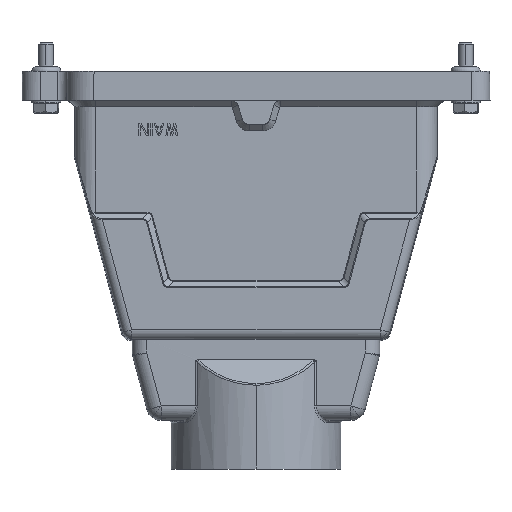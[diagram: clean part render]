
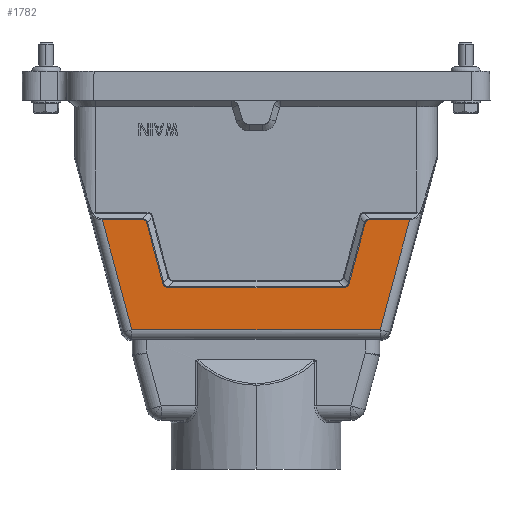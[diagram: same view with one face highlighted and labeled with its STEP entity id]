
A CAD part, front view. The second image highlights one B-rep face of the part: STEP entity #1782.
In plain terms, the highlighted planar face has unit normal (0, -1, 0).
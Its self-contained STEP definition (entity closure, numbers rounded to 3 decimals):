
#973=FACE_OUTER_BOUND('',#3473,.T.);
#1782=ADVANCED_FACE('NONE',(#973),#2355,.T.);
#2355=PLANE('',#14405);
#3473=EDGE_LOOP('',(#7916,#7917,#7918,#7919,#7920,#7921,#7922,#7923,#7924,
#7925,#7926,#7927));
#4376=LINE('',#25945,#5309);
#4409=LINE('',#26596,#5342);
#4410=LINE('',#26598,#5343);
#4411=LINE('',#26605,#5344);
#4412=LINE('',#26612,#5345);
#4413=LINE('',#26619,#5346);
#4414=LINE('',#26626,#5347);
#4415=LINE('',#26628,#5348);
#5309=VECTOR('',#16757,1.);
#5342=VECTOR('',#16844,1.);
#5343=VECTOR('',#16845,1.);
#5344=VECTOR('',#16846,1.);
#5345=VECTOR('',#16847,1.);
#5346=VECTOR('',#16848,1.);
#5347=VECTOR('',#16849,1.);
#5348=VECTOR('',#16850,1.);
#7916=ORIENTED_EDGE('',*,*,#12317,.T.);
#7917=ORIENTED_EDGE('',*,*,#12318,.T.);
#7918=ORIENTED_EDGE('',*,*,#12319,.T.);
#7919=ORIENTED_EDGE('',*,*,#12320,.T.);
#7920=ORIENTED_EDGE('',*,*,#12321,.T.);
#7921=ORIENTED_EDGE('',*,*,#12322,.T.);
#7922=ORIENTED_EDGE('',*,*,#12323,.T.);
#7923=ORIENTED_EDGE('',*,*,#12324,.T.);
#7924=ORIENTED_EDGE('',*,*,#12325,.T.);
#7925=ORIENTED_EDGE('',*,*,#12326,.T.);
#7926=ORIENTED_EDGE('',*,*,#12327,.T.);
#7927=ORIENTED_EDGE('',*,*,#12255,.F.);
#10585=VERTEX_POINT('',#25927);
#10588=VERTEX_POINT('',#25944);
#10627=VERTEX_POINT('',#26597);
#10628=VERTEX_POINT('',#26599);
#10629=VERTEX_POINT('',#26604);
#10630=VERTEX_POINT('',#26606);
#10631=VERTEX_POINT('',#26611);
#10632=VERTEX_POINT('',#26613);
#10633=VERTEX_POINT('',#26618);
#10634=VERTEX_POINT('',#26620);
#10635=VERTEX_POINT('',#26625);
#10636=VERTEX_POINT('',#26627);
#12255=EDGE_CURVE('NONE',#10588,#10585,#4376,.T.);
#12317=EDGE_CURVE('NONE',#10588,#10627,#4409,.T.);
#12318=EDGE_CURVE('NONE',#10627,#10628,#4410,.T.);
#12319=EDGE_CURVE('NONE',#10628,#10629,#13431,.T.);
#12320=EDGE_CURVE('NONE',#10629,#10630,#4411,.T.);
#12321=EDGE_CURVE('NONE',#10630,#10631,#13432,.T.);
#12322=EDGE_CURVE('NONE',#10631,#10632,#4412,.T.);
#12323=EDGE_CURVE('NONE',#10632,#10633,#13433,.T.);
#12324=EDGE_CURVE('NONE',#10633,#10634,#4413,.T.);
#12325=EDGE_CURVE('NONE',#10634,#10635,#13434,.T.);
#12326=EDGE_CURVE('NONE',#10635,#10636,#4414,.T.);
#12327=EDGE_CURVE('NONE',#10636,#10585,#4415,.T.);
#13431=B_SPLINE_CURVE_WITH_KNOTS('',3,(#26600,#26601,#26602,#26603),
 .UNSPECIFIED.,.F.,.F.,(4,4),(0.,1.),.UNSPECIFIED.);
#13432=B_SPLINE_CURVE_WITH_KNOTS('',3,(#26607,#26608,#26609,#26610),
 .UNSPECIFIED.,.F.,.F.,(4,4),(0.,1.),.UNSPECIFIED.);
#13433=B_SPLINE_CURVE_WITH_KNOTS('',3,(#26614,#26615,#26616,#26617),
 .UNSPECIFIED.,.F.,.F.,(4,4),(0.,1.),.UNSPECIFIED.);
#13434=B_SPLINE_CURVE_WITH_KNOTS('',3,(#26621,#26622,#26623,#26624),
 .UNSPECIFIED.,.F.,.F.,(4,4),(0.,1.),.UNSPECIFIED.);
#14405=AXIS2_PLACEMENT_3D('',#26629,#16851,#16852);
#16757=DIRECTION('',(-1.,0.,0.));
#16844=DIRECTION('',(0.259,0.,0.966));
#16845=DIRECTION('',(-1.,0.,0.));
#16846=DIRECTION('',(-0.259,0.,-0.966));
#16847=DIRECTION('',(-1.,0.,0.));
#16848=DIRECTION('',(-0.259,0.,0.966));
#16849=DIRECTION('',(-1.,0.,0.));
#16850=DIRECTION('',(0.259,0.,-0.966));
#16851=DIRECTION('',(0.,-1.,0.));
#16852=DIRECTION('',(0.,0.,-1.));
#25927=CARTESIAN_POINT('',(-51.231,-29.,-94.563));
#25944=CARTESIAN_POINT('',(51.231,-29.,-94.563));
#25945=CARTESIAN_POINT('',(54.977,-29.,-94.563));
#26596=CARTESIAN_POINT('',(51.231,-29.,-94.563));
#26597=CARTESIAN_POINT('',(63.386,-29.,-49.202));
#26598=CARTESIAN_POINT('',(-75.,-29.,-49.202));
#26599=CARTESIAN_POINT('',(46.749,-29.,-49.202));
#26600=CARTESIAN_POINT('',(46.749,-29.,-49.202));
#26601=CARTESIAN_POINT('',(45.906,-29.,-49.202));
#26602=CARTESIAN_POINT('',(45.292,-29.,-49.67));
#26603=CARTESIAN_POINT('',(45.066,-29.,-50.512));
#26604=CARTESIAN_POINT('',(45.066,-29.,-50.512));
#26605=CARTESIAN_POINT('',(45.066,-29.,-50.512));
#26606=CARTESIAN_POINT('',(38.405,-29.,-75.373));
#26607=CARTESIAN_POINT('',(38.405,-29.,-75.373));
#26608=CARTESIAN_POINT('',(38.09,-29.,-76.547));
#26609=CARTESIAN_POINT('',(37.237,-29.,-77.207));
#26610=CARTESIAN_POINT('',(36.015,-29.,-77.207));
#26611=CARTESIAN_POINT('',(36.015,-29.,-77.207));
#26612=CARTESIAN_POINT('',(-75.,-29.,-77.207));
#26613=CARTESIAN_POINT('',(-36.015,-29.,-77.207));
#26614=CARTESIAN_POINT('',(-36.015,-29.,-77.207));
#26615=CARTESIAN_POINT('',(-37.23,-29.,-77.207));
#26616=CARTESIAN_POINT('',(-38.088,-29.,-76.553));
#26617=CARTESIAN_POINT('',(-38.405,-29.,-75.373));
#26618=CARTESIAN_POINT('',(-38.405,-29.,-75.373));
#26619=CARTESIAN_POINT('',(-38.405,-29.,-75.373));
#26620=CARTESIAN_POINT('',(-45.066,-29.,-50.512));
#26621=CARTESIAN_POINT('',(-45.066,-29.,-50.512));
#26622=CARTESIAN_POINT('',(-45.286,-29.,-49.695));
#26623=CARTESIAN_POINT('',(-45.897,-29.,-49.202));
#26624=CARTESIAN_POINT('',(-46.749,-29.,-49.202));
#26625=CARTESIAN_POINT('',(-46.749,-29.,-49.202));
#26626=CARTESIAN_POINT('',(-75.,-29.,-49.202));
#26627=CARTESIAN_POINT('',(-63.386,-29.,-49.202));
#26628=CARTESIAN_POINT('',(-63.386,-29.,-49.202));
#26629=CARTESIAN_POINT('',(-75.,-29.,-49.));
